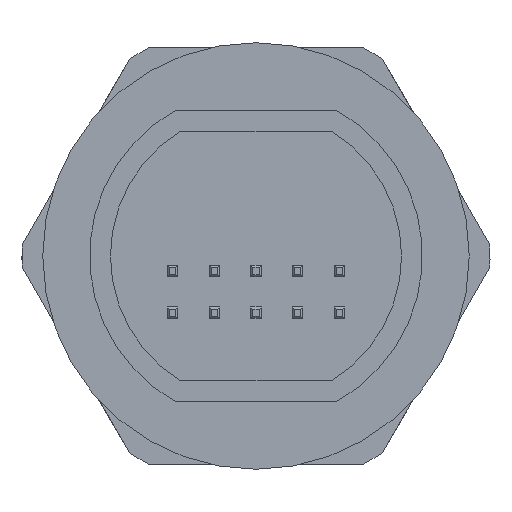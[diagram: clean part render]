
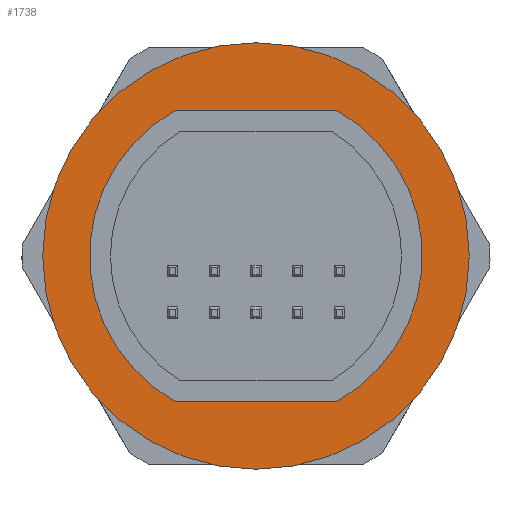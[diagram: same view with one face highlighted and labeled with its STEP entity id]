
A CAD part, left-side view. The second image highlights one B-rep face of the part: STEP entity #1738.
In plain terms, the highlighted planar face has unit normal (-1, 0, 0).
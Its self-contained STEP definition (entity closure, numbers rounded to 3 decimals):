
#824=LINE('',#10105,#1308);
#825=LINE('',#10110,#1309);
#1308=VECTOR('',#5900,1.);
#1309=VECTOR('',#5903,1.);
#1738=ADVANCED_FACE('',(#2144,#2145),#1952,.T.);
#1952=PLANE('',#5398);
#2144=FACE_BOUND('',#2253,.T.);
#2145=FACE_BOUND('',#2254,.T.);
#2253=EDGE_LOOP('',(#3051,#3052));
#2254=EDGE_LOOP('',(#3053,#3054,#3055,#3056));
#3051=ORIENTED_EDGE('',*,*,#4829,.F.);
#3052=ORIENTED_EDGE('',*,*,#4827,.F.);
#3053=ORIENTED_EDGE('',*,*,#4830,.F.);
#3054=ORIENTED_EDGE('',*,*,#4831,.F.);
#3055=ORIENTED_EDGE('',*,*,#4832,.F.);
#3056=ORIENTED_EDGE('',*,*,#4833,.F.);
#4246=VERTEX_POINT('',#10098);
#4247=VERTEX_POINT('',#10100);
#4248=VERTEX_POINT('',#10106);
#4249=VERTEX_POINT('',#10107);
#4250=VERTEX_POINT('',#10109);
#4251=VERTEX_POINT('',#10111);
#4827=EDGE_CURVE('',#4246,#4247,#5289,.T.);
#4829=EDGE_CURVE('',#4247,#4246,#5290,.T.);
#4830=EDGE_CURVE('',#4248,#4249,#824,.T.);
#4831=EDGE_CURVE('',#4250,#4248,#5291,.T.);
#4832=EDGE_CURVE('',#4251,#4250,#825,.T.);
#4833=EDGE_CURVE('',#4249,#4251,#5292,.T.);
#5289=CIRCLE('',#5392,10.25);
#5290=CIRCLE('',#5394,10.25);
#5291=CIRCLE('',#5396,8.);
#5292=CIRCLE('',#5397,8.);
#5392=AXIS2_PLACEMENT_3D('',#10099,#5891,#5892);
#5394=AXIS2_PLACEMENT_3D('',#10103,#5896,#5897);
#5396=AXIS2_PLACEMENT_3D('',#10108,#5901,#5902);
#5397=AXIS2_PLACEMENT_3D('',#10112,#5904,#5905);
#5398=AXIS2_PLACEMENT_3D('',#10113,#5906,#5907);
#5891=DIRECTION('',(1.,0.,0.));
#5892=DIRECTION('',(0.,-1.,0.));
#5896=DIRECTION('',(1.,0.,0.));
#5897=DIRECTION('',(0.,1.,0.));
#5900=DIRECTION('',(0.,-1.,0.));
#5901=DIRECTION('',(-1.,0.,0.));
#5902=DIRECTION('',(0.,0.484,0.875));
#5903=DIRECTION('',(0.,1.,0.));
#5904=DIRECTION('',(-1.,0.,0.));
#5905=DIRECTION('',(0.,-0.484,-0.875));
#5906=DIRECTION('',(-1.,0.,0.));
#5907=DIRECTION('',(0.,-1.,0.));
#10098=CARTESIAN_POINT('',(4.4,-10.25,0.));
#10099=CARTESIAN_POINT('',(4.4,0.,0.));
#10100=CARTESIAN_POINT('',(4.4,10.25,0.));
#10103=CARTESIAN_POINT('',(4.4,0.,0.));
#10105=CARTESIAN_POINT('',(4.4,3.873,-7.));
#10106=CARTESIAN_POINT('',(4.4,3.873,-7.));
#10107=CARTESIAN_POINT('',(4.4,-3.873,-7.));
#10108=CARTESIAN_POINT('',(4.4,0.,0.));
#10109=CARTESIAN_POINT('',(4.4,3.873,7.));
#10110=CARTESIAN_POINT('',(4.4,-3.873,7.));
#10111=CARTESIAN_POINT('',(4.4,-3.873,7.));
#10112=CARTESIAN_POINT('',(4.4,0.,0.));
#10113=CARTESIAN_POINT('',(4.4,0.,0.));
